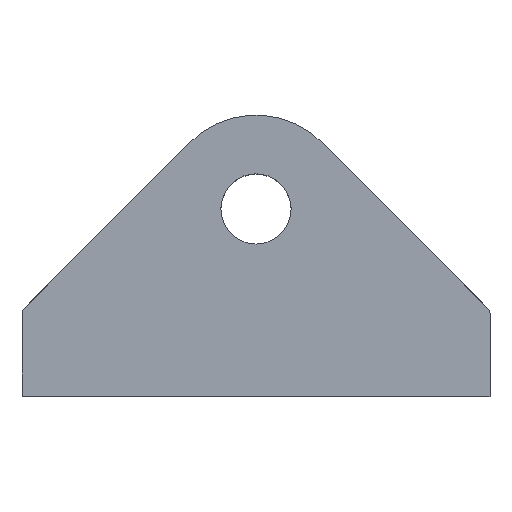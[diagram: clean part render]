
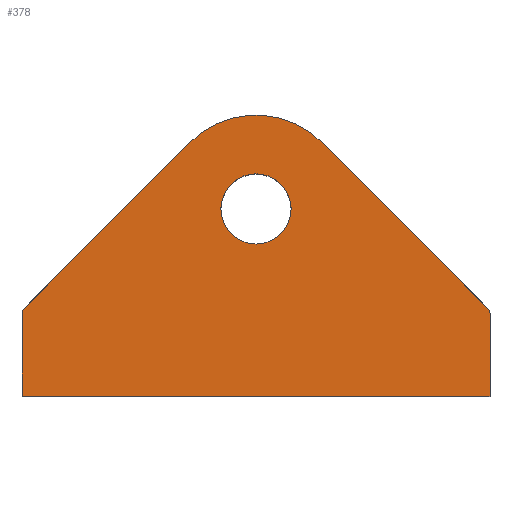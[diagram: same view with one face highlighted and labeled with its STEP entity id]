
A CAD part, top view. The second image highlights one B-rep face of the part: STEP entity #378.
In plain terms, the highlighted planar face has unit normal (0, 0, 1).
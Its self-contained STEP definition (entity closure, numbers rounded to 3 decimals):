
#30=CIRCLE('',#402,2.25);
#31=CIRCLE('',#404,0.5);
#35=CIRCLE('',#411,0.5);
#36=CIRCLE('',#413,6.);
#47=FACE_BOUND('',#102,.T.);
#70=FACE_OUTER_BOUND('',#101,.T.);
#101=EDGE_LOOP('',(#336,#337,#338,#339,#340,#341,#342,#343));
#102=EDGE_LOOP('',(#344));
#118=LINE('',#563,#150);
#125=LINE('',#603,#157);
#131=LINE('',#622,#163);
#133=LINE('',#626,#165);
#134=LINE('',#628,#166);
#150=VECTOR('',#445,15.006);
#157=VECTOR('',#494,5.293);
#163=VECTOR('',#516,15.006);
#165=VECTOR('',#520,30.);
#166=VECTOR('',#523,5.293);
#180=VERTEX_POINT('',#557);
#182=VERTEX_POINT('',#561);
#188=VERTEX_POINT('',#587);
#189=VERTEX_POINT('',#590);
#190=VERTEX_POINT('',#591);
#194=VERTEX_POINT('',#601);
#198=VERTEX_POINT('',#614);
#199=VERTEX_POINT('',#618);
#200=VERTEX_POINT('',#624);
#216=EDGE_CURVE('',#180,#182,#118,.T.);
#228=EDGE_CURVE('',#188,#188,#30,.T.);
#229=EDGE_CURVE('',#189,#190,#31,.T.);
#235=EDGE_CURVE('',#189,#194,#125,.T.);
#241=EDGE_CURVE('',#180,#198,#35,.T.);
#243=EDGE_CURVE('',#199,#182,#36,.T.);
#245=EDGE_CURVE('',#199,#190,#131,.T.);
#247=EDGE_CURVE('',#194,#200,#133,.T.);
#248=EDGE_CURVE('',#200,#198,#134,.T.);
#336=ORIENTED_EDGE('',*,*,#229,.F.);
#337=ORIENTED_EDGE('',*,*,#235,.T.);
#338=ORIENTED_EDGE('',*,*,#247,.T.);
#339=ORIENTED_EDGE('',*,*,#248,.T.);
#340=ORIENTED_EDGE('',*,*,#241,.F.);
#341=ORIENTED_EDGE('',*,*,#216,.T.);
#342=ORIENTED_EDGE('',*,*,#243,.F.);
#343=ORIENTED_EDGE('',*,*,#245,.T.);
#344=ORIENTED_EDGE('',*,*,#228,.T.);
#357=PLANE('',#417);
#378=ADVANCED_FACE('',(#70,#47),#357,.T.);
#402=AXIS2_PLACEMENT_3D('',#588,#480,#481);
#404=AXIS2_PLACEMENT_3D('',#592,#484,#485);
#411=AXIS2_PLACEMENT_3D('',#615,#506,#507);
#413=AXIS2_PLACEMENT_3D('',#619,#511,#512);
#417=AXIS2_PLACEMENT_3D('',#629,#524,#525);
#445=DIRECTION('',(-0.707,0.707,0.));
#480=DIRECTION('center_axis',(0.,0.,-1.));
#481=DIRECTION('ref_axis',(1.,0.,0.));
#484=DIRECTION('center_axis',(0.,0.,-1.));
#485=DIRECTION('ref_axis',(-0.924,0.383,0.));
#494=DIRECTION('',(0.,-1.,0.));
#506=DIRECTION('center_axis',(0.,0.,-1.));
#507=DIRECTION('ref_axis',(0.924,0.383,0.));
#511=DIRECTION('center_axis',(0.,0.,-1.));
#512=DIRECTION('ref_axis',(0.,1.,0.));
#516=DIRECTION('',(-0.707,-0.707,0.));
#520=DIRECTION('',(1.,0.,0.));
#523=DIRECTION('',(0.,1.,0.));
#524=DIRECTION('center_axis',(0.,0.,1.));
#525=DIRECTION('ref_axis',(1.,0.,0.));
#557=CARTESIAN_POINT('',(29.854,5.646,13.));
#561=CARTESIAN_POINT('',(19.243,16.257,13.));
#563=CARTESIAN_POINT('',(30.,5.5,13.));
#587=CARTESIAN_POINT('',(17.25,12.,13.));
#588=CARTESIAN_POINT('Origin',(15.,12.,13.));
#590=CARTESIAN_POINT('',(0.,5.293,13.));
#591=CARTESIAN_POINT('',(0.146,5.646,13.));
#592=CARTESIAN_POINT('Origin',(0.5,5.293,13.));
#601=CARTESIAN_POINT('',(0.,0.,13.));
#603=CARTESIAN_POINT('',(0.,5.5,13.));
#614=CARTESIAN_POINT('',(30.,5.293,13.));
#615=CARTESIAN_POINT('Origin',(29.5,5.293,13.));
#618=CARTESIAN_POINT('',(10.757,16.257,13.));
#619=CARTESIAN_POINT('Origin',(15.,12.015,13.));
#622=CARTESIAN_POINT('',(15.,20.5,13.));
#624=CARTESIAN_POINT('',(30.,0.,13.));
#626=CARTESIAN_POINT('',(0.,0.,13.));
#628=CARTESIAN_POINT('',(30.,0.,13.));
#629=CARTESIAN_POINT('Origin',(20.692,8.053,13.));
